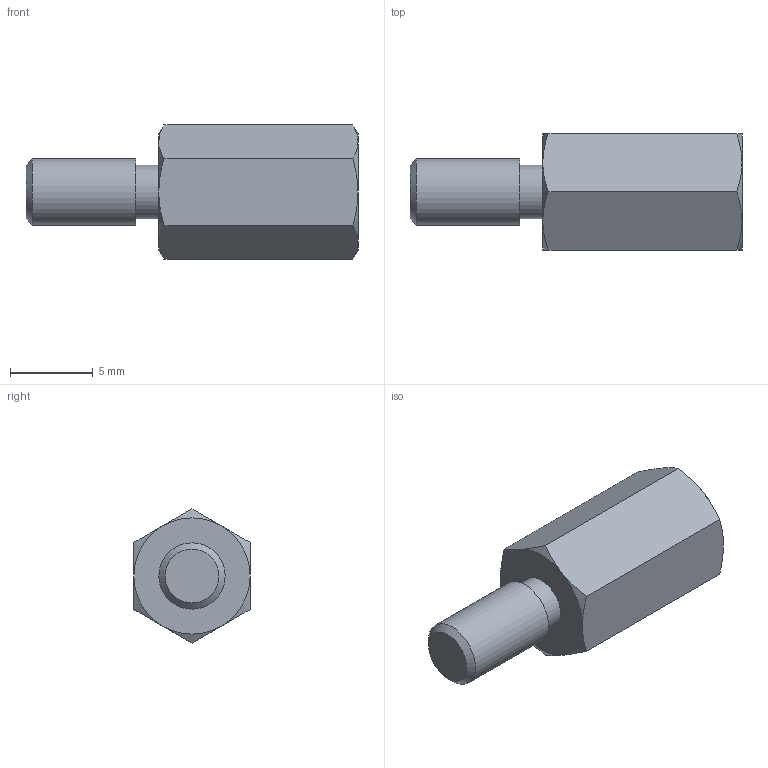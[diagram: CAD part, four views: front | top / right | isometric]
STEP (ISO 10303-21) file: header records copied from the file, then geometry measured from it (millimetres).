
FILE_DESCRIPTION((''),'2;1');
FILE_NAME('abstandhalter_219040070012.stp','2013-01-23T13:05:37',('Walter'),(''),'Autodesk Inventor 2009','Autodesk Inventor 2009','');
FILE_SCHEMA(('AUTOMOTIVE_DESIGN { 1 0 10303 214 1 1 1 1 }'));
Length unit declared in the file: millimetre
Products named in the file (1): abstandhalter_219040070012
Bounding box: 20 x 7 x 8.08 mm (x, y, z)
Volume: 531.9 mm3; surface area: 562 mm2
Topology: 1 solids, 1 shells, 31 faces, 63 edges, 37 vertices
Faces by surface type: cone 16, plane 11, cylinder 4
Full cylindrical faces by diameter (mm): 3.242 x3, 4 x1
Entity records: 792 total; most frequent: CARTESIAN_POINT 216, DIRECTION 116, ORIENTED_EDGE 106, AXIS2_PLACEMENT_3D 55, EDGE_CURVE 53, EDGE_LOOP 42, VERTEX_POINT 35, FACE_OUTER_BOUND 31
